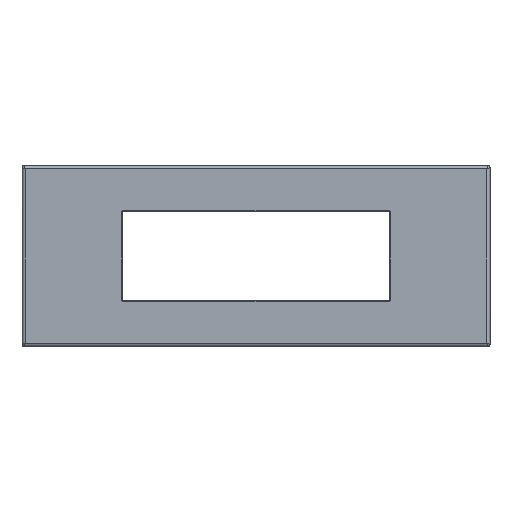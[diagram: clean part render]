
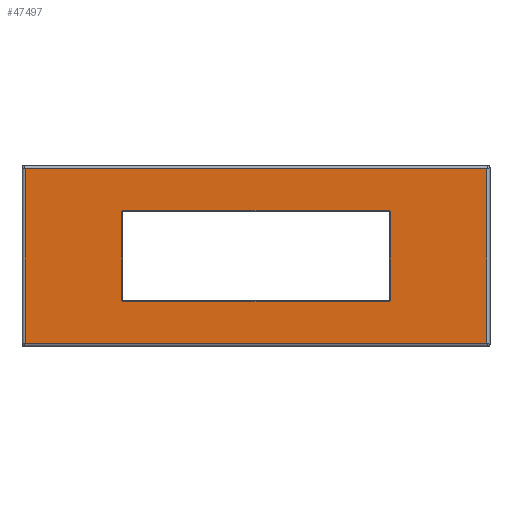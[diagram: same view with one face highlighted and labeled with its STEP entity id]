
A CAD part, top view. The second image highlights one B-rep face of the part: STEP entity #47497.
In plain terms, the highlighted planar face has unit normal (0, 0, 1).
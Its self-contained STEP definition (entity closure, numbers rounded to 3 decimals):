
#47451=AXIS2_PLACEMENT_3D('Plane Axis2P3D',#47448,#47449,#47450) ;
#47253=CARTESIAN_POINT('Line Origine',(68.02,0.,7.7)) ;
#47257=CARTESIAN_POINT('Vertex',(68.02,-22.414,7.7)) ;
#47259=CARTESIAN_POINT('Vertex',(68.02,22.414,7.7)) ;
#47285=CARTESIAN_POINT('Control Point',(67.522,-22.912,7.7)) ;
#47286=CARTESIAN_POINT('Control Point',(67.718,-22.912,7.7)) ;
#47287=CARTESIAN_POINT('Control Point',(67.916,-22.809,7.7)) ;
#47288=CARTESIAN_POINT('Control Point',(68.02,-22.61,7.7)) ;
#47289=CARTESIAN_POINT('Control Point',(68.02,-22.414,7.7)) ;
#47290=CARTESIAN_POINT('Vertex',(67.522,-22.912,7.7)) ;
#47310=CARTESIAN_POINT('Line Origine',(0.,-22.912,7.7)) ;
#47314=CARTESIAN_POINT('Vertex',(-67.522,-22.912,7.7)) ;
#47335=CARTESIAN_POINT('Control Point',(-68.02,-22.414,7.7)) ;
#47336=CARTESIAN_POINT('Control Point',(-68.02,-22.61,7.7)) ;
#47337=CARTESIAN_POINT('Control Point',(-67.916,-22.809,7.7)) ;
#47338=CARTESIAN_POINT('Control Point',(-67.718,-22.912,7.7)) ;
#47339=CARTESIAN_POINT('Control Point',(-67.522,-22.912,7.7)) ;
#47340=CARTESIAN_POINT('Vertex',(-68.02,-22.414,7.7)) ;
#47360=CARTESIAN_POINT('Line Origine',(-68.02,0.,7.7)) ;
#47364=CARTESIAN_POINT('Vertex',(-68.02,22.414,7.7)) ;
#47385=CARTESIAN_POINT('Control Point',(-67.522,22.912,7.7)) ;
#47386=CARTESIAN_POINT('Control Point',(-67.718,22.912,7.7)) ;
#47387=CARTESIAN_POINT('Control Point',(-67.916,22.809,7.7)) ;
#47388=CARTESIAN_POINT('Control Point',(-68.02,22.61,7.7)) ;
#47389=CARTESIAN_POINT('Control Point',(-68.02,22.414,7.7)) ;
#47390=CARTESIAN_POINT('Vertex',(-67.522,22.912,7.7)) ;
#47410=CARTESIAN_POINT('Line Origine',(0.,22.912,7.7)) ;
#47414=CARTESIAN_POINT('Vertex',(67.522,22.912,7.7)) ;
#47435=CARTESIAN_POINT('Control Point',(68.02,22.414,7.7)) ;
#47436=CARTESIAN_POINT('Control Point',(68.02,22.61,7.7)) ;
#47437=CARTESIAN_POINT('Control Point',(67.916,22.809,7.7)) ;
#47438=CARTESIAN_POINT('Control Point',(67.718,22.912,7.7)) ;
#47439=CARTESIAN_POINT('Control Point',(67.522,22.912,7.7)) ;
#47448=CARTESIAN_POINT('Axis2P3D Location',(0.,0.,7.7)) ;
#47453=CARTESIAN_POINT('Line Origine',(117.078,0.,7.7)) ;
#47457=CARTESIAN_POINT('Vertex',(117.078,44.328,7.7)) ;
#47459=CARTESIAN_POINT('Vertex',(117.078,-44.328,7.7)) ;
#47462=CARTESIAN_POINT('Line Origine',(0.,44.328,7.7)) ;
#47466=CARTESIAN_POINT('Vertex',(-117.078,44.328,7.7)) ;
#47469=CARTESIAN_POINT('Line Origine',(-117.078,0.,7.7)) ;
#47473=CARTESIAN_POINT('Vertex',(-117.078,-44.328,7.7)) ;
#47476=CARTESIAN_POINT('Line Origine',(0.,-44.328,7.7)) ;
#47254=DIRECTION('Vector Direction',(0.,1.,0.)) ;
#47311=DIRECTION('Vector Direction',(1.,0.,0.)) ;
#47361=DIRECTION('Vector Direction',(0.,-1.,0.)) ;
#47411=DIRECTION('Vector Direction',(-1.,0.,0.)) ;
#47449=DIRECTION('Axis2P3D Direction',(0.,0.,1.)) ;
#47450=DIRECTION('Axis2P3D XDirection',(1.,0.,0.)) ;
#47454=DIRECTION('Vector Direction',(0.,1.,0.)) ;
#47463=DIRECTION('Vector Direction',(1.,0.,0.)) ;
#47470=DIRECTION('Vector Direction',(0.,1.,0.)) ;
#47477=DIRECTION('Vector Direction',(1.,0.,0.)) ;
#47255=VECTOR('Line Direction',#47254,1.) ;
#47312=VECTOR('Line Direction',#47311,1.) ;
#47362=VECTOR('Line Direction',#47361,1.) ;
#47412=VECTOR('Line Direction',#47411,1.) ;
#47455=VECTOR('Line Direction',#47454,1.) ;
#47464=VECTOR('Line Direction',#47463,1.) ;
#47471=VECTOR('Line Direction',#47470,1.) ;
#47478=VECTOR('Line Direction',#47477,1.) ;
#47482=ORIENTED_EDGE('',*,*,#47461,.F.) ;
#47483=ORIENTED_EDGE('',*,*,#47468,.F.) ;
#47484=ORIENTED_EDGE('',*,*,#47475,.F.) ;
#47485=ORIENTED_EDGE('',*,*,#47480,.F.) ;
#47488=ORIENTED_EDGE('',*,*,#47261,.F.) ;
#47489=ORIENTED_EDGE('',*,*,#47292,.F.) ;
#47490=ORIENTED_EDGE('',*,*,#47316,.F.) ;
#47491=ORIENTED_EDGE('',*,*,#47342,.F.) ;
#47492=ORIENTED_EDGE('',*,*,#47366,.F.) ;
#47493=ORIENTED_EDGE('',*,*,#47392,.F.) ;
#47494=ORIENTED_EDGE('',*,*,#47416,.F.) ;
#47495=ORIENTED_EDGE('',*,*,#47440,.F.) ;
#47496=FACE_BOUND('',#47487,.T.) ;
#47497=ADVANCED_FACE('PartBody',(#47486,#47496),#47452,.T.) ;
#47284=B_SPLINE_CURVE_WITH_KNOTS('',4,(#47285,#47286,#47287,#47288,#47289),.UNSPECIFIED.,.F.,.U.,(5,5),(0.,1.107),.UNSPECIFIED.) ;
#47334=B_SPLINE_CURVE_WITH_KNOTS('',4,(#47335,#47336,#47337,#47338,#47339),.UNSPECIFIED.,.F.,.U.,(5,5),(0.,1.107),.UNSPECIFIED.) ;
#47384=B_SPLINE_CURVE_WITH_KNOTS('',4,(#47385,#47386,#47387,#47388,#47389),.UNSPECIFIED.,.F.,.U.,(5,5),(0.,1.107),.UNSPECIFIED.) ;
#47434=B_SPLINE_CURVE_WITH_KNOTS('',4,(#47435,#47436,#47437,#47438,#47439),.UNSPECIFIED.,.F.,.U.,(5,5),(0.,1.107),.UNSPECIFIED.) ;
#47261=EDGE_CURVE('',#47258,#47260,#47256,.T.) ;
#47292=EDGE_CURVE('',#47291,#47258,#47284,.T.) ;
#47316=EDGE_CURVE('',#47315,#47291,#47313,.T.) ;
#47342=EDGE_CURVE('',#47341,#47315,#47334,.T.) ;
#47366=EDGE_CURVE('',#47365,#47341,#47363,.T.) ;
#47392=EDGE_CURVE('',#47391,#47365,#47384,.T.) ;
#47416=EDGE_CURVE('',#47415,#47391,#47413,.T.) ;
#47440=EDGE_CURVE('',#47260,#47415,#47434,.T.) ;
#47461=EDGE_CURVE('',#47458,#47460,#47456,.F.) ;
#47468=EDGE_CURVE('',#47467,#47458,#47465,.T.) ;
#47475=EDGE_CURVE('',#47474,#47467,#47472,.T.) ;
#47480=EDGE_CURVE('',#47460,#47474,#47479,.F.) ;
#47481=EDGE_LOOP('',(#47482,#47483,#47484,#47485)) ;
#47487=EDGE_LOOP('',(#47488,#47489,#47490,#47491,#47492,#47493,#47494,#47495)) ;
#47486=FACE_OUTER_BOUND('',#47481,.T.) ;
#47256=LINE('Line',#47253,#47255) ;
#47313=LINE('Line',#47310,#47312) ;
#47363=LINE('Line',#47360,#47362) ;
#47413=LINE('Line',#47410,#47412) ;
#47456=LINE('Line',#47453,#47455) ;
#47465=LINE('Line',#47462,#47464) ;
#47472=LINE('Line',#47469,#47471) ;
#47479=LINE('Line',#47476,#47478) ;
#47452=PLANE('',#47451) ;
#47258=VERTEX_POINT('',#47257) ;
#47260=VERTEX_POINT('',#47259) ;
#47291=VERTEX_POINT('',#47290) ;
#47315=VERTEX_POINT('',#47314) ;
#47341=VERTEX_POINT('',#47340) ;
#47365=VERTEX_POINT('',#47364) ;
#47391=VERTEX_POINT('',#47390) ;
#47415=VERTEX_POINT('',#47414) ;
#47458=VERTEX_POINT('',#47457) ;
#47460=VERTEX_POINT('',#47459) ;
#47467=VERTEX_POINT('',#47466) ;
#47474=VERTEX_POINT('',#47473) ;
